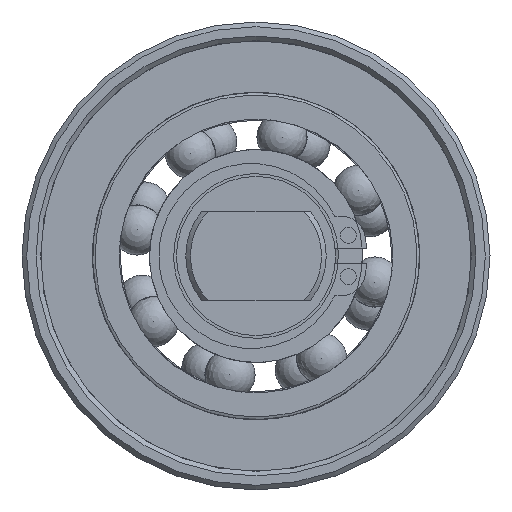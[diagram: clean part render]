
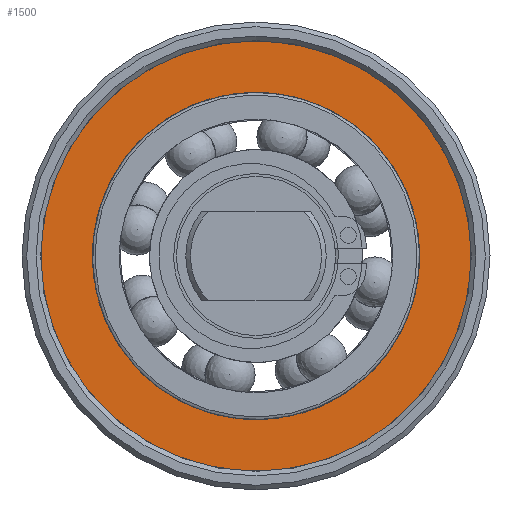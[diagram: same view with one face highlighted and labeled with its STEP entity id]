
A CAD part, left-side view. The second image highlights one B-rep face of the part: STEP entity #1500.
In plain terms, the highlighted planar face has unit normal (-1, 0, 0).
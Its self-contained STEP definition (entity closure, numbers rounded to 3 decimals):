
#268=PLANE($,#1612);
#303=FACE_BOUND($,#460,.T.);
#374=FACE_OUTER_BOUND($,#459,.T.);
#459=EDGE_LOOP($,(#1065));
#460=EDGE_LOOP($,(#1066));
#602=CIRCLE($,#1603,23.);
#606=CIRCLE($,#1611,17.5);
#698=VERTEX_POINT($,#2257);
#702=VERTEX_POINT($,#2269);
#850=EDGE_CURVE($,#698,#698,#602,.T.);
#854=EDGE_CURVE($,#702,#702,#606,.T.);
#1065=ORIENTED_EDGE($,*,*,#850,.F.);
#1066=ORIENTED_EDGE($,*,*,#854,.T.);
#1500=ADVANCED_FACE($,(#374,#303),#268,.T.);
#1603=AXIS2_PLACEMENT_3D($,#2258,#1811,#1812);
#1611=AXIS2_PLACEMENT_3D($,#2270,#1827,#1828);
#1612=AXIS2_PLACEMENT_3D($,#2271,#1829,#1830);
#1811=DIRECTION('center_axis',(1.,0.,0.));
#1812=DIRECTION('ref_axis',(0.,1.,0.));
#1827=DIRECTION('center_axis',(1.,0.,0.));
#1828=DIRECTION('ref_axis',(0.,1.,0.));
#1829=DIRECTION('center_axis',(-1.,0.,0.));
#1830=DIRECTION('ref_axis',(0.,0.,1.));
#2257=CARTESIAN_POINT('',(0.,23.,0.));
#2258=CARTESIAN_POINT('Origin',(0.,0.,0.));
#2269=CARTESIAN_POINT('',(0.,17.5,0.));
#2270=CARTESIAN_POINT('Origin',(0.,0.,0.));
#2271=CARTESIAN_POINT('Origin',(0.,20.25,0.));
